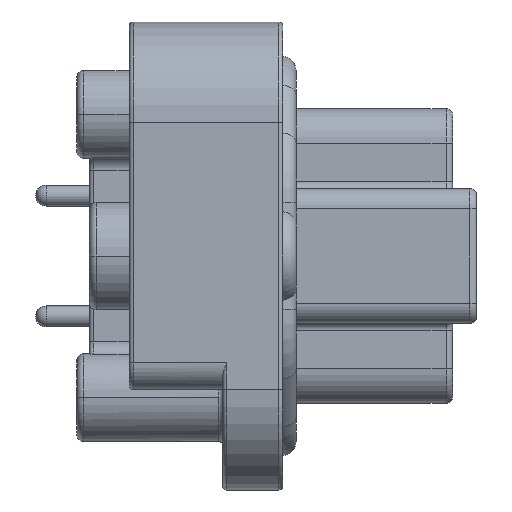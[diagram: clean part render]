
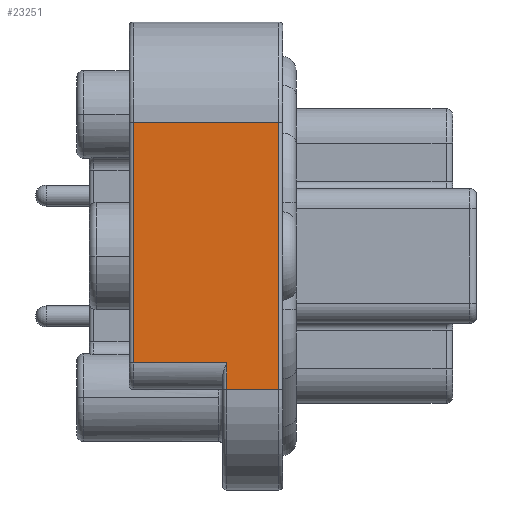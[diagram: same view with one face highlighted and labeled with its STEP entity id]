
A CAD part, left-side view. The second image highlights one B-rep face of the part: STEP entity #23251.
In plain terms, the highlighted planar face has unit normal (-1, 0, 0).
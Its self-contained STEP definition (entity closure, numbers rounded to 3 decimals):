
#7819=DIRECTION('',(0.,1.,0.));
#7820=VECTOR('',#7819,10.96);
#7821=CARTESIAN_POINT('',(-29.6,19.59,10.025));
#7822=LINE('',#7821,#7820);
#7828=DIRECTION('',(0.,0.,-1.));
#7829=VECTOR('',#7828,20.05);
#7830=CARTESIAN_POINT('',(-29.6,19.59,10.025));
#7831=LINE('',#7830,#7829);
#7832=DIRECTION('',(0.,1.,0.));
#7833=VECTOR('',#7832,3.92);
#7834=CARTESIAN_POINT('',(-29.6,19.59,-10.025));
#7835=LINE('',#7834,#7833);
#7836=DIRECTION('',(0.,0.,-1.));
#7837=VECTOR('',#7836,1.97);
#7838=CARTESIAN_POINT('',(-29.6,23.51,-8.055));
#7839=LINE('',#7838,#7837);
#7840=DIRECTION('',(0.,0.,-1.));
#7841=VECTOR('',#7840,18.08);
#7842=CARTESIAN_POINT('',(-29.6,30.55,10.025));
#7843=LINE('',#7842,#7841);
#8027=DIRECTION('',(0.,-1.,0.));
#8028=VECTOR('',#8027,7.04);
#8029=CARTESIAN_POINT('',(-29.6,30.55,-8.055));
#8030=LINE('',#8029,#8028);
#10415=CARTESIAN_POINT('',(-29.6,19.59,10.025));
#10416=CARTESIAN_POINT('',(-29.6,19.59,-10.025));
#10417=VERTEX_POINT('',#10415);
#10418=VERTEX_POINT('',#10416);
#10457=CARTESIAN_POINT('',(-29.6,30.55,10.025));
#10458=VERTEX_POINT('',#10457);
#11678=CARTESIAN_POINT('',(-29.6,30.55,-8.055));
#11680=VERTEX_POINT('',#11678);
#11778=CARTESIAN_POINT('',(-29.6,23.51,-10.025));
#11779=VERTEX_POINT('',#11778);
#11782=CARTESIAN_POINT('',(-29.6,23.51,-8.055));
#11783=VERTEX_POINT('',#11782);
#23234=CARTESIAN_POINT('',(-29.6,19.29,-10.025));
#23235=DIRECTION('',(-1.,0.,0.));
#23236=DIRECTION('',(0.,0.,1.));
#23237=AXIS2_PLACEMENT_3D('',#23234,#23235,#23236);
#23238=PLANE('',#23237);
#23240=ORIENTED_EDGE('',*,*,#23239,.F.);
#23241=ORIENTED_EDGE('',*,*,#23225,.F.);
#23242=ORIENTED_EDGE('',*,*,#23115,.T.);
#23244=ORIENTED_EDGE('',*,*,#23243,.T.);
#23246=ORIENTED_EDGE('',*,*,#23245,.F.);
#23248=ORIENTED_EDGE('',*,*,#23247,.F.);
#23249=EDGE_LOOP('',(#23240,#23241,#23242,#23244,#23246,#23248));
#23250=FACE_OUTER_BOUND('',#23249,.F.);
#23115=EDGE_CURVE('',#10417,#10418,#7831,.T.);
#23225=EDGE_CURVE('',#10417,#10458,#7822,.T.);
#23239=EDGE_CURVE('',#10458,#11680,#7843,.T.);
#23243=EDGE_CURVE('',#10418,#11779,#7835,.T.);
#23245=EDGE_CURVE('',#11783,#11779,#7839,.T.);
#23247=EDGE_CURVE('',#11680,#11783,#8030,.T.);
#23251=ADVANCED_FACE('',(#23250),#23238,.T.);
